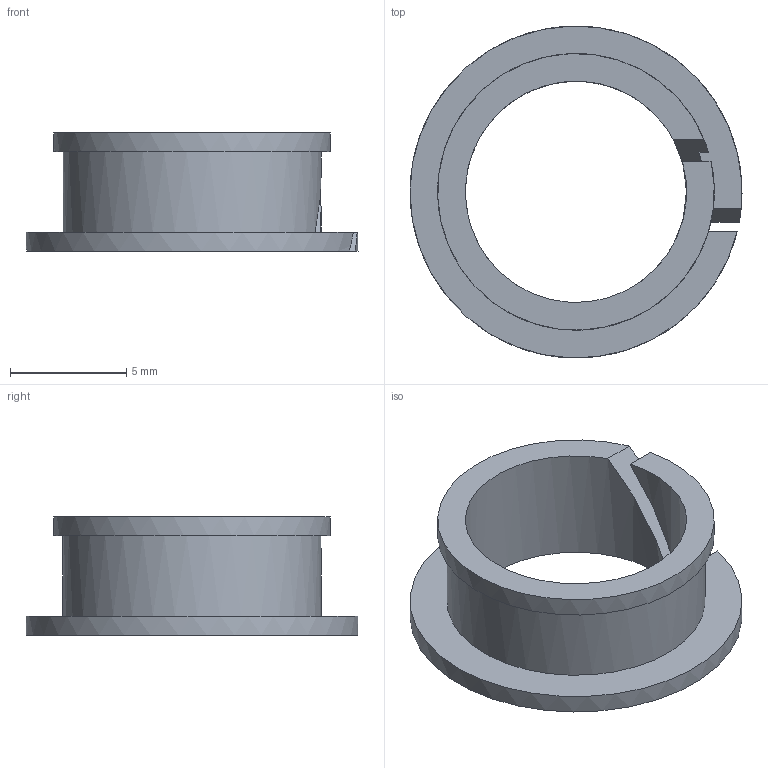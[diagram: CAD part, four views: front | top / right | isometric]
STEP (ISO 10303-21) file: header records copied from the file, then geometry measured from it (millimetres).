
FILE_DESCRIPTION(/* description */ ('Clip Bearing'),/* implementation_level */ '2;1');
FILE_NAME(/* name */ 'PB_Bearing_MCI-06-02.ipt.step',/* time_stamp */ '2014-01-01T17:35:55-08:00',/* author */ ('Autodesk, Inc.'),/* organization */ ('Autodesk, Inc.'),/* preprocessor_version */ 'ST-DEVELOPER v15.2',/* originating_system */ 'Autodesk Inventor 2014',/* authorisation */ '');
FILE_SCHEMA (('AUTOMOTIVE_DESIGN { 1 0 10303 214 3 1 1 }'));
Length unit declared in the file: millimetre
Products named in the file (1): PB_Bearing_MCI-06-02
Bounding box: 14.29 x 14.28 x 5.08 mm (x, y, z)
Volume: 188.2 mm3; surface area: 544.8 mm2
Topology: 1 solids, 1 shells, 10 faces, 24 edges, 16 vertices
Faces by surface type: plane 6, cylinder 4
Entity records: 325 total; most frequent: DIRECTION 62, CARTESIAN_POINT 51, ORIENTED_EDGE 48, AXIS2_PLACEMENT_3D 27, EDGE_CURVE 24, VERTEX_POINT 16, FACE_OUTER_BOUND 10, EDGE_LOOP 10
